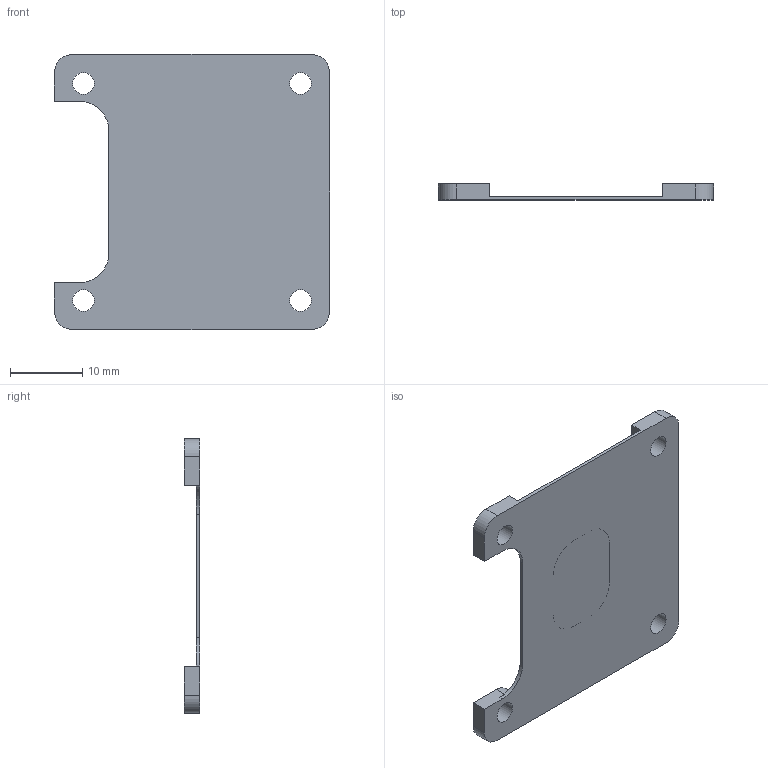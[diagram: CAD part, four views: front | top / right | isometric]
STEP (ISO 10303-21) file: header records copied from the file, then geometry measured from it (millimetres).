
FILE_DESCRIPTION(('STEP AP203'), '1');
FILE_NAME('Ïîäëîæêà ïîä êàìåðó 2.6', '', ('UNSPECIFIED'), ('UNSPECIFIED'), 'C3D Converter', 'C3D Toolkit', '');
FILE_SCHEMA(('CONFIG_CONTROL_DESIGN'));
Length unit declared in the file: millimetre
Bounding box: 38 x 2.2 x 38 mm (x, y, z)
Volume: 800.4 mm3; surface area: 2808.9 mm2
Topology: 1 solids, 1 shells, 43 faces, 120 edges, 80 vertices
Faces by surface type: plane 25, cylinder 18
Full cylindrical faces by diameter (mm): 3 x4
Entity records: 1765 total; most frequent: CARTESIAN_POINT 240, DIRECTION 240, ORIENTED_EDGE 232, EDGE_CURVE 116, AXIS2_PLACEMENT_3D 80, VERTEX_POINT 80, LINE 80, VECTOR 80
